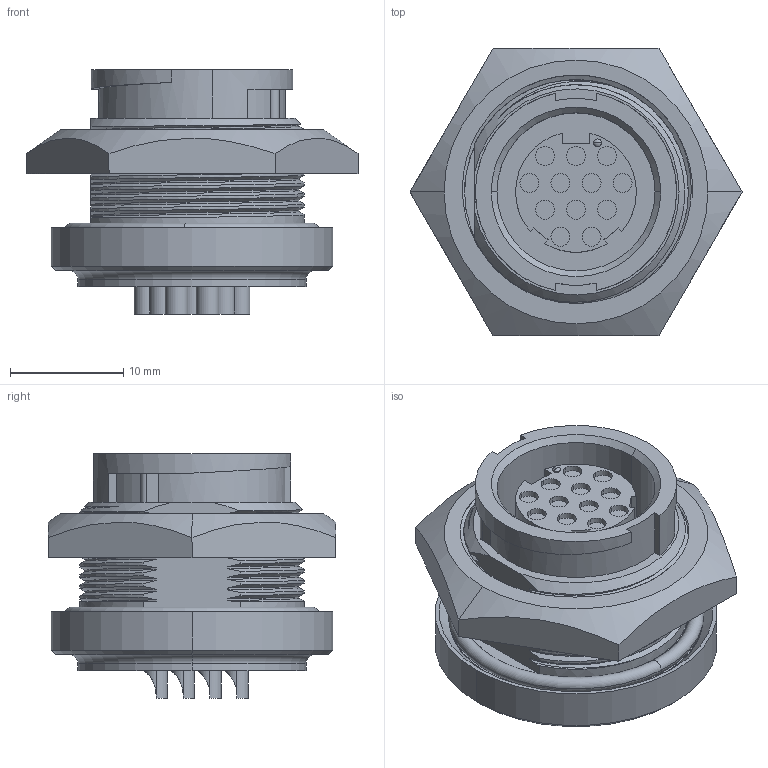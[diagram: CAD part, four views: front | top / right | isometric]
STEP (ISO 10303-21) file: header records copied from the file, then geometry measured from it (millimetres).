
FILE_DESCRIPTION (( 'STEP AP203' ), '1' );
FILE_NAME ('W4282-12SG-3ES.STEP', '2017-03-09T20:11:47', ( '' ), ( '' ), 'SwSTEP 2.0', 'SolidWorks 2014', '' );
FILE_SCHEMA (( 'CONFIG_CONTROL_DESIGN' ));
Length unit declared in the file: inch
Products named in the file (1): W4282-12SG-3ES
Bounding box: 29.33 x 25.4 x 21.64 mm (x, y, z)
Volume: 6230.6 mm3; surface area: 4944.8 mm2
Topology: 3 solids, 3 shells, 239 faces, 559 edges, 358 vertices
Faces by surface type: cylinder 113, plane 77, bspline 24, cone 13, torus 10, sphere 2
Entity records: 17139 total; most frequent: CARTESIAN_POINT 11829, ORIENTED_EDGE 1118, DIRECTION 1043, EDGE_CURVE 559, AXIS2_PLACEMENT_3D 399, VERTEX_POINT 358, EDGE_LOOP 275, VECTOR 245
